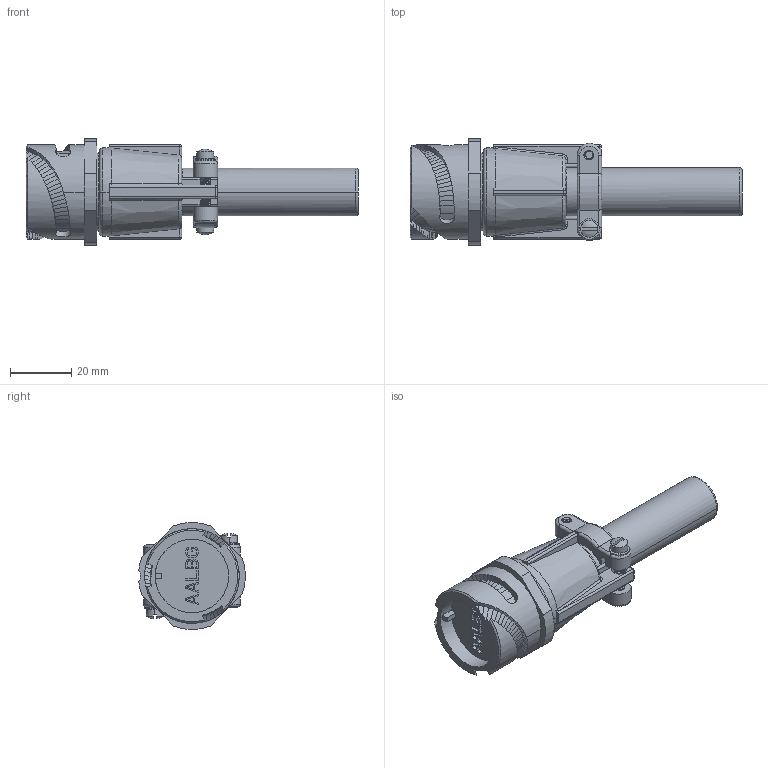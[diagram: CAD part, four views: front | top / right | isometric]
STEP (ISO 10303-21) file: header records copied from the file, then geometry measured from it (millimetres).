
FILE_DESCRIPTION((''),'2;1');
FILE_NAME('VG95234F-18_SW0001','2023-03-20T16:57:43',('paultorloting'),('NET AG system integration'),'CREO PARAMETRIC BY PTC INC, 2021404','CREO PARAMETRIC BY PTC INC, 2021404','');
FILE_SCHEMA(('AUTOMOTIVE_DESIGN { 1 0 10303 214 1 1 1 1 }'));
Products named in the file (1): VG95234F-18_SW0001
Bounding box: 108.07 x 34.66 x 34.71 mm (x, y, z)
Volume: 37248.9 mm3; surface area: 16083.1 mm2
Topology: 1 solids, 1 shells, 926 faces, 2472 edges, 1566 vertices
Faces by surface type: plane 365, bspline 268, cylinder 208, cone 42, torus 35, sphere 8
Entity records: 51752 total; most frequent: CARTESIAN_POINT 25698, ORIENTED_EDGE 4944, DIRECTION 3358, EDGE_CURVE 2472, VERTEX_POINT 1566, VECTOR 1357, LINE 1357, AXIS2_PLACEMENT_3D 999
